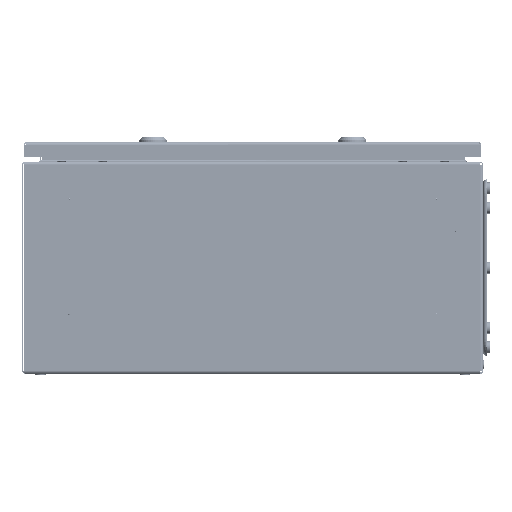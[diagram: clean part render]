
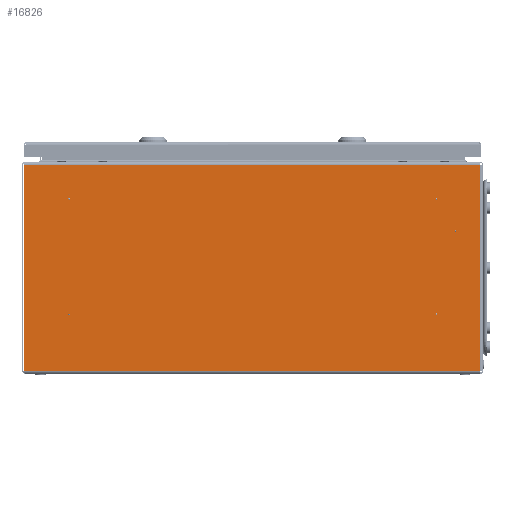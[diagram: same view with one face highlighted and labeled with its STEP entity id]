
A CAD part, left-side view. The second image highlights one B-rep face of the part: STEP entity #16826.
In plain terms, the highlighted planar face has unit normal (-1, 0, 0).
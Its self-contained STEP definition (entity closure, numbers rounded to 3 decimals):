
#523 = AXIS2_PLACEMENT_3D ( 'NONE', #91349, #108100, #6799 ) ;
#740 = DIRECTION ( 'NONE',  ( 0., 0., -1. ) ) ;
#761 = EDGE_LOOP ( 'NONE', ( #47538, #28342 ) ) ;
#1527 = CARTESIAN_POINT ( 'NONE',  ( -250., -199., 190.483 ) ) ;
#4192 = DIRECTION ( 'NONE',  ( -1., 0., 0. ) ) ;
#4393 = EDGE_CURVE ( 'NONE', #13755, #25954, #23240, .T. ) ;
#5879 = ORIENTED_EDGE ( 'NONE', *, *, #69612, .T. ) ;
#6799 = DIRECTION ( 'NONE',  ( 0., 0., -1. ) ) ;
#7136 = CIRCLE ( 'NONE', #29638, 0.883 ) ;
#7216 = DIRECTION ( 'NONE',  ( 0., 0., -1. ) ) ;
#7218 = VECTOR ( 'NONE', #88796, 1000. ) ;
#8986 = CARTESIAN_POINT ( 'NONE',  ( -250., -220.883, 155. ) ) ;
#9238 = PLANE ( 'NONE',  #65866 ) ;
#9442 = VERTEX_POINT ( 'NONE', #109180 ) ;
#9507 = VERTEX_POINT ( 'NONE', #93524 ) ;
#10329 = VERTEX_POINT ( 'NONE', #52800 ) ;
#11211 = VECTOR ( 'NONE', #36700, 1000. ) ;
#11593 = DIRECTION ( 'NONE',  ( 0., 1., 0. ) ) ;
#12534 = CARTESIAN_POINT ( 'NONE',  ( -250., 199., 190.483 ) ) ;
#12885 = EDGE_LOOP ( 'NONE', ( #19815, #74292 ) ) ;
#13583 = DIRECTION ( 'NONE',  ( 0., 0., -1. ) ) ;
#13755 = VERTEX_POINT ( 'NONE', #109982 ) ;
#14615 = VERTEX_POINT ( 'NONE', #52063 ) ;
#15105 = FACE_BOUND ( 'NONE', #85969, .T. ) ;
#15338 = ORIENTED_EDGE ( 'NONE', *, *, #38606, .F. ) ;
#15406 = CARTESIAN_POINT ( 'NONE',  ( -250., -220., 155. ) ) ;
#16484 = FACE_BOUND ( 'NONE', #37695, .T. ) ;
#16615 = EDGE_CURVE ( 'NONE', #25954, #95351, #43230, .T. ) ;
#16826 = ADVANCED_FACE ( 'NONE', ( #43124, #37794, #15105, #105758, #16484, #81838 ), #9238, .F. ) ;
#18790 = VERTEX_POINT ( 'NONE', #105695 ) ;
#19317 = ORIENTED_EDGE ( 'NONE', *, *, #109119, .F. ) ;
#19815 = ORIENTED_EDGE ( 'NONE', *, *, #49948, .F. ) ;
#20535 = CARTESIAN_POINT ( 'NONE',  ( -250., -250., 3.4 ) ) ;
#20972 = EDGE_CURVE ( 'NONE', #10329, #9442, #94634, .T. ) ;
#21476 = CARTESIAN_POINT ( 'NONE',  ( -250., -199., 64.6 ) ) ;
#21589 = CIRCLE ( 'NONE', #72472, 0.883 ) ;
#21768 = AXIS2_PLACEMENT_3D ( 'NONE', #21476, #73247, #47185 ) ;
#22027 = CARTESIAN_POINT ( 'NONE',  ( -250., -199., 189.6 ) ) ;
#22897 = CARTESIAN_POINT ( 'NONE',  ( -250., -199., 188.717 ) ) ;
#23021 = ORIENTED_EDGE ( 'NONE', *, *, #55283, .F. ) ;
#23240 = LINE ( 'NONE', #20535, #108518 ) ;
#25393 = VERTEX_POINT ( 'NONE', #8986 ) ;
#25954 = VERTEX_POINT ( 'NONE', #97696 ) ;
#26127 = CIRCLE ( 'NONE', #104338, 0.883 ) ;
#26637 = CARTESIAN_POINT ( 'NONE',  ( -250., -220., 155. ) ) ;
#28342 = ORIENTED_EDGE ( 'NONE', *, *, #94913, .F. ) ;
#28425 = AXIS2_PLACEMENT_3D ( 'NONE', #26637, #86241, #102976 ) ;
#29638 = AXIS2_PLACEMENT_3D ( 'NONE', #77849, #85340, #740 ) ;
#33311 = DIRECTION ( 'NONE',  ( -1., 0., 0. ) ) ;
#35336 = CARTESIAN_POINT ( 'NONE',  ( -250., -250., 226.6 ) ) ;
#36404 = VERTEX_POINT ( 'NONE', #77661 ) ;
#36544 = DIRECTION ( 'NONE',  ( -1., 0., 0. ) ) ;
#36700 = DIRECTION ( 'NONE',  ( 0., 0., -1. ) ) ;
#37460 = ORIENTED_EDGE ( 'NONE', *, *, #105865, .F. ) ;
#37695 = EDGE_LOOP ( 'NONE', ( #19317, #73005 ) ) ;
#37699 = CARTESIAN_POINT ( 'NONE',  ( -250., -250., 226.6 ) ) ;
#37794 = FACE_BOUND ( 'NONE', #12885, .T. ) ;
#38606 = EDGE_CURVE ( 'NONE', #36404, #41994, #44356, .T. ) ;
#40611 = CIRCLE ( 'NONE', #83764, 0.883 ) ;
#41566 = LINE ( 'NONE', #37699, #49576 ) ;
#41868 = DIRECTION ( 'NONE',  ( 0., 0., -1. ) ) ;
#41994 = VERTEX_POINT ( 'NONE', #91376 ) ;
#42397 = ORIENTED_EDGE ( 'NONE', *, *, #4393, .F. ) ;
#43124 = FACE_BOUND ( 'NONE', #761, .T. ) ;
#43230 = LINE ( 'NONE', #46346, #7218 ) ;
#43673 = EDGE_LOOP ( 'NONE', ( #15338, #23021 ) ) ;
#44356 = CIRCLE ( 'NONE', #109694, 0.883 ) ;
#46346 = CARTESIAN_POINT ( 'NONE',  ( -250., 248.246, 226.6 ) ) ;
#46398 = DIRECTION ( 'NONE',  ( -1., 0., 0. ) ) ;
#47185 = DIRECTION ( 'NONE',  ( 0., 0., -1. ) ) ;
#47389 = ORIENTED_EDGE ( 'NONE', *, *, #71467, .F. ) ;
#47538 = ORIENTED_EDGE ( 'NONE', *, *, #102659, .F. ) ;
#49302 = CARTESIAN_POINT ( 'NONE',  ( -250., 199., 64.6 ) ) ;
#49576 = VECTOR ( 'NONE', #105469, 1000. ) ;
#49948 = EDGE_CURVE ( 'NONE', #9442, #10329, #95604, .T. ) ;
#50020 = VERTEX_POINT ( 'NONE', #1527 ) ;
#52063 = CARTESIAN_POINT ( 'NONE',  ( -250., -219.117, 155. ) ) ;
#52800 = CARTESIAN_POINT ( 'NONE',  ( -250., -199., 63.717 ) ) ;
#53185 = CIRCLE ( 'NONE', #28425, 0.883 ) ;
#54346 = EDGE_CURVE ( 'NONE', #18790, #13755, #68536, .T. ) ;
#55283 = EDGE_CURVE ( 'NONE', #41994, #36404, #59122, .T. ) ;
#58480 = ORIENTED_EDGE ( 'NONE', *, *, #16615, .F. ) ;
#59122 = CIRCLE ( 'NONE', #87578, 0.883 ) ;
#62586 = DIRECTION ( 'NONE',  ( 0., 0., -1. ) ) ;
#65625 = CARTESIAN_POINT ( 'NONE',  ( -250., 248.246, 226.6 ) ) ;
#65866 = AXIS2_PLACEMENT_3D ( 'NONE', #35336, #95259, #94902 ) ;
#68536 = LINE ( 'NONE', #80266, #11211 ) ;
#69612 = EDGE_CURVE ( 'NONE', #18790, #95351, #41566, .T. ) ;
#71065 = VERTEX_POINT ( 'NONE', #12534 ) ;
#71467 = EDGE_CURVE ( 'NONE', #78809, #50020, #75879, .T. ) ;
#72472 = AXIS2_PLACEMENT_3D ( 'NONE', #76017, #83124, #100215 ) ;
#73005 = ORIENTED_EDGE ( 'NONE', *, *, #97075, .F. ) ;
#73196 = CARTESIAN_POINT ( 'NONE',  ( -250., 199., 64.6 ) ) ;
#73247 = DIRECTION ( 'NONE',  ( -1., 0., 0. ) ) ;
#74292 = ORIENTED_EDGE ( 'NONE', *, *, #20972, .F. ) ;
#75879 = CIRCLE ( 'NONE', #523, 0.883 ) ;
#76017 = CARTESIAN_POINT ( 'NONE',  ( -250., 199., 189.6 ) ) ;
#77661 = CARTESIAN_POINT ( 'NONE',  ( -250., 199., 65.483 ) ) ;
#77849 = CARTESIAN_POINT ( 'NONE',  ( -250., 199., 189.6 ) ) ;
#78809 = VERTEX_POINT ( 'NONE', #22897 ) ;
#80266 = CARTESIAN_POINT ( 'NONE',  ( -250., -246.6, 244.992 ) ) ;
#81268 = DIRECTION ( 'NONE',  ( 0., 0., -1. ) ) ;
#81838 = FACE_OUTER_BOUND ( 'NONE', #100774, .T. ) ;
#83124 = DIRECTION ( 'NONE',  ( -1., 0., 0. ) ) ;
#83764 = AXIS2_PLACEMENT_3D ( 'NONE', #15406, #33311, #41868 ) ;
#84590 = ORIENTED_EDGE ( 'NONE', *, *, #54346, .F. ) ;
#85340 = DIRECTION ( 'NONE',  ( -1., 0., 0. ) ) ;
#85969 = EDGE_LOOP ( 'NONE', ( #37460, #47389 ) ) ;
#86241 = DIRECTION ( 'NONE',  ( -1., 0., 0. ) ) ;
#87578 = AXIS2_PLACEMENT_3D ( 'NONE', #49302, #108881, #7216 ) ;
#88796 = DIRECTION ( 'NONE',  ( 0., 0., 1. ) ) ;
#91349 = CARTESIAN_POINT ( 'NONE',  ( -250., -199., 189.6 ) ) ;
#91376 = CARTESIAN_POINT ( 'NONE',  ( -250., 199., 63.717 ) ) ;
#93524 = CARTESIAN_POINT ( 'NONE',  ( -250., 199., 188.717 ) ) ;
#94634 = CIRCLE ( 'NONE', #21768, 0.883 ) ;
#94902 = DIRECTION ( 'NONE',  ( 0., 0., -1. ) ) ;
#94913 = EDGE_CURVE ( 'NONE', #25393, #14615, #40611, .T. ) ;
#95259 = DIRECTION ( 'NONE',  ( 1., 0., 0. ) ) ;
#95351 = VERTEX_POINT ( 'NONE', #65625 ) ;
#95604 = CIRCLE ( 'NONE', #101736, 0.883 ) ;
#97075 = EDGE_CURVE ( 'NONE', #9507, #71065, #21589, .T. ) ;
#97696 = CARTESIAN_POINT ( 'NONE',  ( -250., 248.246, 3.4 ) ) ;
#100215 = DIRECTION ( 'NONE',  ( 0., 0., -1. ) ) ;
#100774 = EDGE_LOOP ( 'NONE', ( #42397, #84590, #5879, #58480 ) ) ;
#101736 = AXIS2_PLACEMENT_3D ( 'NONE', #103569, #36544, #62586 ) ;
#102659 = EDGE_CURVE ( 'NONE', #14615, #25393, #53185, .T. ) ;
#102976 = DIRECTION ( 'NONE',  ( 0., 0., -1. ) ) ;
#103569 = CARTESIAN_POINT ( 'NONE',  ( -250., -199., 64.6 ) ) ;
#104338 = AXIS2_PLACEMENT_3D ( 'NONE', #22027, #4192, #81268 ) ;
#105469 = DIRECTION ( 'NONE',  ( 0., 1., 0. ) ) ;
#105695 = CARTESIAN_POINT ( 'NONE',  ( -250., -246.6, 226.6 ) ) ;
#105758 = FACE_BOUND ( 'NONE', #43673, .T. ) ;
#105865 = EDGE_CURVE ( 'NONE', #50020, #78809, #26127, .T. ) ;
#108100 = DIRECTION ( 'NONE',  ( -1., 0., 0. ) ) ;
#108518 = VECTOR ( 'NONE', #11593, 1000. ) ;
#108881 = DIRECTION ( 'NONE',  ( -1., 0., 0. ) ) ;
#109119 = EDGE_CURVE ( 'NONE', #71065, #9507, #7136, .T. ) ;
#109180 = CARTESIAN_POINT ( 'NONE',  ( -250., -199., 65.483 ) ) ;
#109694 = AXIS2_PLACEMENT_3D ( 'NONE', #73196, #46398, #13583 ) ;
#109982 = CARTESIAN_POINT ( 'NONE',  ( -250., -246.6, 3.4 ) ) ;
